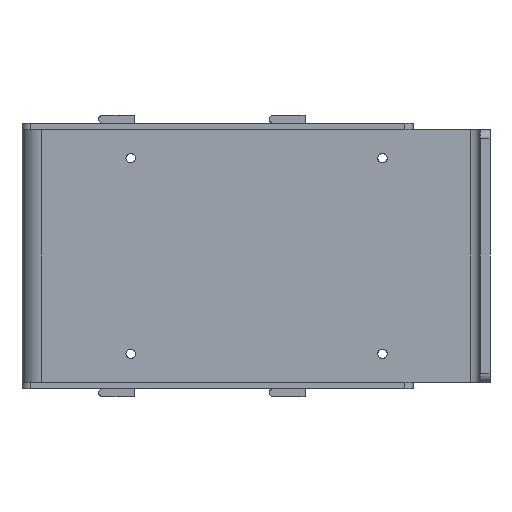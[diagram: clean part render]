
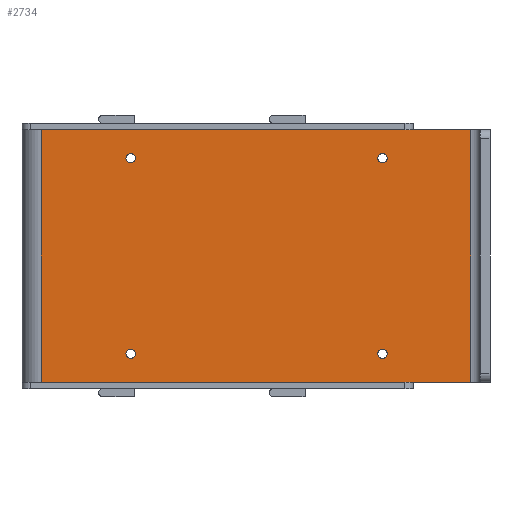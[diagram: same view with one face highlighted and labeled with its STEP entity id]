
A CAD part, left-side view. The second image highlights one B-rep face of the part: STEP entity #2734.
In plain terms, the highlighted planar face has unit normal (-1, 0, 0).
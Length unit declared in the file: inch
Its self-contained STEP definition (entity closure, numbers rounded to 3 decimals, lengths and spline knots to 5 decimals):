
#505=DIRECTION('',(0.,0.,-1.));
#506=VECTOR('',#505,2.64961);
#507=CARTESIAN_POINT('',(-1.25512,1.84882,1.3248));
#508=LINE('',#507,#506);
#531=DIRECTION('',(0.,-1.,0.));
#532=VECTOR('',#531,3.89803);
#533=CARTESIAN_POINT('',(-1.25512,1.84882,1.3248));
#534=LINE('',#533,#532);
#535=DIRECTION('',(0.,1.,0.));
#536=VECTOR('',#535,0.60276);
#537=CARTESIAN_POINT('',(-1.25512,-2.65197,1.3248));
#538=LINE('',#537,#536);
#539=DIRECTION('',(0.,-1.,0.));
#540=VECTOR('',#539,0.60276);
#541=CARTESIAN_POINT('',(-1.25512,-2.04921,
-1.3248));
#542=LINE('',#541,#540);
#543=DIRECTION('',(0.,1.,0.));
#544=VECTOR('',#543,3.89803);
#545=CARTESIAN_POINT('',(-1.25512,-2.04921,
-1.3248));
#546=LINE('',#545,#544);
#547=CARTESIAN_POINT('',(-1.25512,0.91142,
-1.02362));
#548=DIRECTION('',(-1.,0.,0.));
#549=DIRECTION('',(0.,1.,0.));
#550=AXIS2_PLACEMENT_3D('',#547,#548,#549);
#552=CARTESIAN_POINT('',(-1.25512,0.91142,
-1.02362));
#553=DIRECTION('',(-1.,0.,0.));
#554=DIRECTION('',(0.,-1.,0.));
#555=AXIS2_PLACEMENT_3D('',#552,#553,#554);
#557=CARTESIAN_POINT('',(-1.25512,0.91142,1.02362));
#558=DIRECTION('',(-1.,0.,0.));
#559=DIRECTION('',(0.,1.,0.));
#560=AXIS2_PLACEMENT_3D('',#557,#558,#559);
#562=CARTESIAN_POINT('',(-1.25512,0.91142,1.02362));
#563=DIRECTION('',(-1.,0.,0.));
#564=DIRECTION('',(0.,-1.,0.));
#565=AXIS2_PLACEMENT_3D('',#562,#563,#564);
#567=CARTESIAN_POINT('',(-1.25512,-1.72638,
-1.02362));
#568=DIRECTION('',(-1.,0.,0.));
#569=DIRECTION('',(0.,1.,0.));
#570=AXIS2_PLACEMENT_3D('',#567,#568,#569);
#572=CARTESIAN_POINT('',(-1.25512,-1.72638,
-1.02362));
#573=DIRECTION('',(-1.,0.,0.));
#574=DIRECTION('',(0.,-1.,0.));
#575=AXIS2_PLACEMENT_3D('',#572,#573,#574);
#577=CARTESIAN_POINT('',(-1.25512,-1.72638,1.02362));
#578=DIRECTION('',(-1.,0.,0.));
#579=DIRECTION('',(0.,1.,0.));
#580=AXIS2_PLACEMENT_3D('',#577,#578,#579);
#582=CARTESIAN_POINT('',(-1.25512,-1.72638,1.02362));
#583=DIRECTION('',(-1.,0.,0.));
#584=DIRECTION('',(0.,-1.,0.));
#585=AXIS2_PLACEMENT_3D('',#582,#583,#584);
#1346=DIRECTION('',(0.,0.,1.));
#1347=VECTOR('',#1346,2.64961);
#1348=CARTESIAN_POINT('',(-1.25512,-2.65197,
-1.3248));
#1349=LINE('',#1348,#1347);
#1743=CARTESIAN_POINT('',(-1.25512,0.96042,
-1.02362));
#1744=CARTESIAN_POINT('',(-1.25512,0.86242,
-1.02362));
#1745=VERTEX_POINT('',#1743);
#1746=VERTEX_POINT('',#1744);
#1751=CARTESIAN_POINT('',(-1.25512,0.96042,
1.02362));
#1752=CARTESIAN_POINT('',(-1.25512,0.86242,
1.02362));
#1753=VERTEX_POINT('',#1751);
#1754=VERTEX_POINT('',#1752);
#1759=CARTESIAN_POINT('',(-1.25512,-1.67738,
-1.02362));
#1760=CARTESIAN_POINT('',(-1.25512,-1.77538,
-1.02362));
#1761=VERTEX_POINT('',#1759);
#1762=VERTEX_POINT('',#1760);
#1767=CARTESIAN_POINT('',(-1.25512,-1.67738,
1.02362));
#1768=CARTESIAN_POINT('',(-1.25512,-1.77538,
1.02362));
#1769=VERTEX_POINT('',#1767);
#1770=VERTEX_POINT('',#1768);
#1827=CARTESIAN_POINT('',(-1.25512,-2.65197,
1.3248));
#1828=VERTEX_POINT('',#1827);
#1829=CARTESIAN_POINT('',(-1.25512,-2.65197,
-1.3248));
#1830=VERTEX_POINT('',#1829);
#2003=CARTESIAN_POINT('',(-1.25512,1.84882,1.3248));
#2004=CARTESIAN_POINT('',(-1.25512,-2.04921,
1.3248));
#2005=VERTEX_POINT('',#2003);
#2006=VERTEX_POINT('',#2004);
#2133=CARTESIAN_POINT('',(-1.25512,-2.04921,
-1.3248));
#2134=CARTESIAN_POINT('',(-1.25512,1.84882,
-1.3248));
#2135=VERTEX_POINT('',#2133);
#2136=VERTEX_POINT('',#2134);
#2693=CARTESIAN_POINT('',(-1.25512,2.04921,
-0.69526));
#2694=DIRECTION('',(-1.,0.,0.));
#2695=DIRECTION('',(0.,0.,1.));
#2696=AXIS2_PLACEMENT_3D('',#2693,#2694,#2695);
#2697=PLANE('',#2696);
#2698=ORIENTED_EDGE('',*,*,#2668,.F.);
#2700=ORIENTED_EDGE('',*,*,#2699,.T.);
#2702=ORIENTED_EDGE('',*,*,#2701,.F.);
#2704=ORIENTED_EDGE('',*,*,#2703,.F.);
#2706=ORIENTED_EDGE('',*,*,#2705,.F.);
#2707=ORIENTED_EDGE('',*,*,#2678,.T.);
#2708=EDGE_LOOP('',(#2698,#2700,#2702,#2704,#2706,#2707));
#2709=FACE_OUTER_BOUND('',#2708,.F.);
#2711=ORIENTED_EDGE('',*,*,#2710,.T.);
#2713=ORIENTED_EDGE('',*,*,#2712,.T.);
#2714=EDGE_LOOP('',(#2711,#2713));
#2715=FACE_BOUND('',#2714,.F.);
#2717=ORIENTED_EDGE('',*,*,#2716,.T.);
#2719=ORIENTED_EDGE('',*,*,#2718,.T.);
#2720=EDGE_LOOP('',(#2717,#2719));
#2721=FACE_BOUND('',#2720,.F.);
#2723=ORIENTED_EDGE('',*,*,#2722,.T.);
#2725=ORIENTED_EDGE('',*,*,#2724,.T.);
#2726=EDGE_LOOP('',(#2723,#2725));
#2727=FACE_BOUND('',#2726,.F.);
#2729=ORIENTED_EDGE('',*,*,#2728,.T.);
#2731=ORIENTED_EDGE('',*,*,#2730,.T.);
#2732=EDGE_LOOP('',(#2729,#2731));
#2733=FACE_BOUND('',#2732,.F.);
#2734=ADVANCED_FACE('',(#2709,#2715,#2721,#2727,#2733),#2697,.T.);
#551=CIRCLE('',#550,0.049);
#556=CIRCLE('',#555,0.049);
#561=CIRCLE('',#560,0.049);
#566=CIRCLE('',#565,0.049);
#571=CIRCLE('',#570,0.049);
#576=CIRCLE('',#575,0.049);
#581=CIRCLE('',#580,0.049);
#586=CIRCLE('',#585,0.049);
#2668=EDGE_CURVE('',#2005,#2136,#508,.T.);
#2678=EDGE_CURVE('',#2135,#2136,#546,.T.);
#2699=EDGE_CURVE('',#2005,#2006,#534,.T.);
#2701=EDGE_CURVE('',#1828,#2006,#538,.T.);
#2703=EDGE_CURVE('',#1830,#1828,#1349,.T.);
#2705=EDGE_CURVE('',#2135,#1830,#542,.T.);
#2710=EDGE_CURVE('',#1745,#1746,#551,.T.);
#2712=EDGE_CURVE('',#1746,#1745,#556,.T.);
#2716=EDGE_CURVE('',#1753,#1754,#561,.T.);
#2718=EDGE_CURVE('',#1754,#1753,#566,.T.);
#2722=EDGE_CURVE('',#1761,#1762,#571,.T.);
#2724=EDGE_CURVE('',#1762,#1761,#576,.T.);
#2728=EDGE_CURVE('',#1769,#1770,#581,.T.);
#2730=EDGE_CURVE('',#1770,#1769,#586,.T.);
